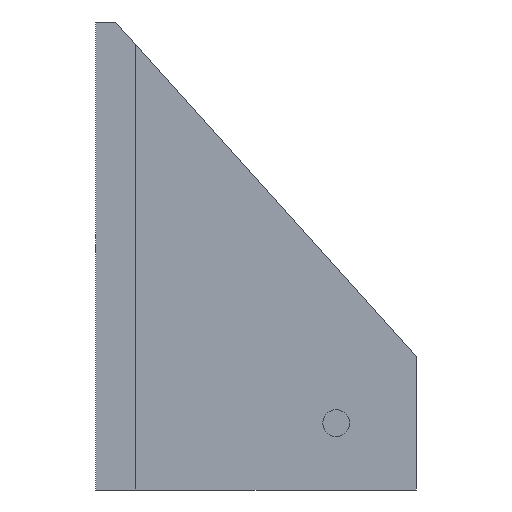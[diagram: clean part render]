
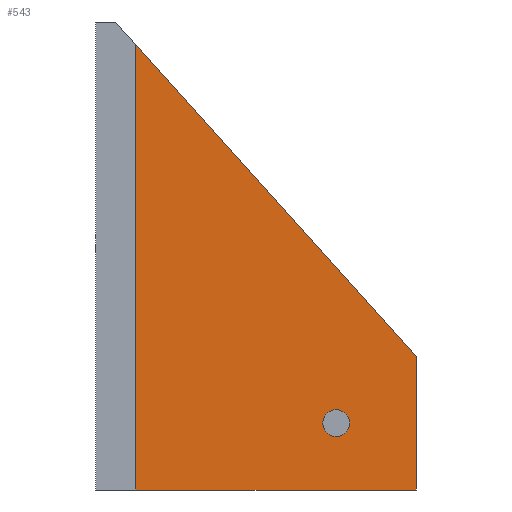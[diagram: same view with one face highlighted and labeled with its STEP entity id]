
A CAD part, left-side view. The second image highlights one B-rep face of the part: STEP entity #543.
In plain terms, the highlighted planar face has unit normal (-1, 0, 0).
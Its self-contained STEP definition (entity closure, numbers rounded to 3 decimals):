
#29=FACE_BOUND('',#94,.T.);
#39=CIRCLE('',#601,2.);
#56=FACE_OUTER_BOUND('',#93,.T.);
#93=EDGE_LOOP('',(#455,#456,#457,#458));
#94=EDGE_LOOP('',(#459));
#122=LINE('',#791,#186);
#144=LINE('',#835,#208);
#158=LINE('',#879,#222);
#159=LINE('',#881,#223);
#186=VECTOR('',#639,1.);
#208=VECTOR('',#665,1.);
#222=VECTOR('',#717,1.);
#223=VECTOR('',#720,1.);
#247=VERTEX_POINT('',#788);
#248=VERTEX_POINT('',#790);
#267=VERTEX_POINT('',#832);
#268=VERTEX_POINT('',#834);
#280=VERTEX_POINT('',#882);
#298=EDGE_CURVE('',#248,#247,#122,.T.);
#320=EDGE_CURVE('',#268,#267,#144,.T.);
#343=EDGE_CURVE('',#267,#248,#158,.T.);
#344=EDGE_CURVE('',#268,#247,#159,.T.);
#345=EDGE_CURVE('',#280,#280,#39,.T.);
#455=ORIENTED_EDGE('',*,*,#344,.F.);
#456=ORIENTED_EDGE('',*,*,#320,.T.);
#457=ORIENTED_EDGE('',*,*,#343,.T.);
#458=ORIENTED_EDGE('',*,*,#298,.T.);
#459=ORIENTED_EDGE('',*,*,#345,.T.);
#520=PLANE('',#600);
#543=ADVANCED_FACE('',(#56,#29),#520,.T.);
#600=AXIS2_PLACEMENT_3D('',#880,#718,#719);
#601=AXIS2_PLACEMENT_3D('',#883,#721,#722);
#639=DIRECTION('',(0.,0.669,0.743));
#665=DIRECTION('',(0.,-1.,0.));
#717=DIRECTION('',(0.,0.,1.));
#718=DIRECTION('center_axis',(-1.,0.,0.));
#719=DIRECTION('ref_axis',(0.,0.,1.));
#720=DIRECTION('',(0.,0.,1.));
#721=DIRECTION('center_axis',(1.,0.,0.));
#722=DIRECTION('ref_axis',(0.,1.,0.));
#788=CARTESIAN_POINT('',(-33.1,-6.,56.667));
#790=CARTESIAN_POINT('',(-33.1,-48.,10.));
#791=CARTESIAN_POINT('',(-33.1,-32.163,27.597));
#832=CARTESIAN_POINT('',(-33.1,-48.,-10.));
#834=CARTESIAN_POINT('',(-33.1,-6.,-10.));
#835=CARTESIAN_POINT('',(-33.1,-32.315,-10.));
#879=CARTESIAN_POINT('',(-33.1,-48.,-60.));
#880=CARTESIAN_POINT('Origin',(-33.1,0.,-60.));
#881=CARTESIAN_POINT('',(-33.1,-6.,-30.));
#882=CARTESIAN_POINT('',(-33.1,-38.,0.));
#883=CARTESIAN_POINT('Origin',(-33.1,-36.,0.));
